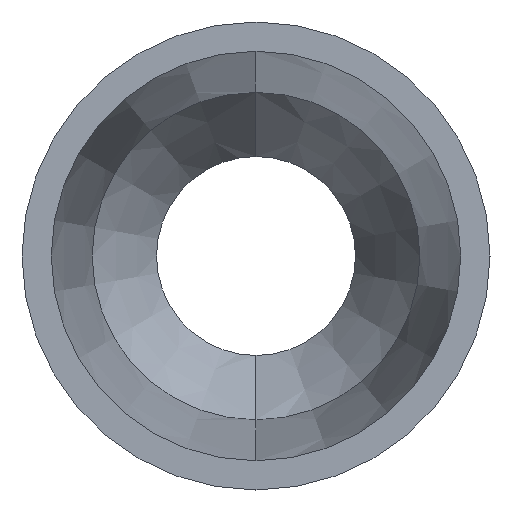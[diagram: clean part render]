
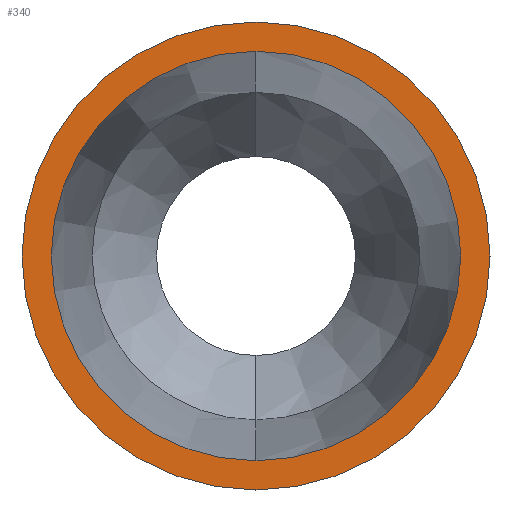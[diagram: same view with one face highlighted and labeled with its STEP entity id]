
A CAD part, left-side view. The second image highlights one B-rep face of the part: STEP entity #340.
In plain terms, the highlighted planar face has unit normal (-1, 0, 0).
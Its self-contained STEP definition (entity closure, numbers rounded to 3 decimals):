
#67 = VERTEX_POINT ( 'NONE', #98 ) ;
#85 = CARTESIAN_POINT ( 'NONE',  ( -4., 0., -2. ) ) ;
#98 = CARTESIAN_POINT ( 'NONE',  ( -4., 0., -1.75 ) ) ;
#112 = EDGE_LOOP ( 'NONE', ( #423, #299 ) ) ;
#138 = CARTESIAN_POINT ( 'NONE',  ( -4., 0., 2. ) ) ;
#141 = DIRECTION ( 'NONE',  ( 1., 0., 0. ) ) ;
#163 = CARTESIAN_POINT ( 'NONE',  ( -4., 0., 0. ) ) ;
#166 = DIRECTION ( 'NONE',  ( -1., 0., 0. ) ) ;
#179 = AXIS2_PLACEMENT_3D ( 'NONE', #254, #241, #298 ) ;
#192 = CARTESIAN_POINT ( 'NONE',  ( -4., 0., 0. ) ) ;
#199 = FACE_BOUND ( 'NONE', #112, .T. ) ;
#209 = EDGE_CURVE ( 'NONE', #505, #67, #433, .T. ) ;
#214 = CIRCLE ( 'NONE', #179, 2. ) ;
#241 = DIRECTION ( 'NONE',  ( -1., 0., 0. ) ) ;
#254 = CARTESIAN_POINT ( 'NONE',  ( -4., 0., 0. ) ) ;
#277 = DIRECTION ( 'NONE',  ( 0., 0., 1. ) ) ;
#298 = DIRECTION ( 'NONE',  ( 0., 0., 1. ) ) ;
#299 = ORIENTED_EDGE ( 'NONE', *, *, #544, .F. ) ;
#305 = PLANE ( 'NONE',  #525 ) ;
#324 = CARTESIAN_POINT ( 'NONE',  ( -4., 0., 1.75 ) ) ;
#340 = ADVANCED_FACE ( 'NONE', ( #199, #476 ), #305, .F. ) ;
#352 = CIRCLE ( 'NONE', #443, 1.75 ) ;
#367 = DIRECTION ( 'NONE',  ( -1., 0., 0. ) ) ;
#370 = CIRCLE ( 'NONE', #403, 2. ) ;
#376 = AXIS2_PLACEMENT_3D ( 'NONE', #660, #385, #277 ) ;
#385 = DIRECTION ( 'NONE',  ( -1., 0., 0. ) ) ;
#392 = VERTEX_POINT ( 'NONE', #85 ) ;
#397 = EDGE_CURVE ( 'NONE', #449, #392, #214, .T. ) ;
#403 = AXIS2_PLACEMENT_3D ( 'NONE', #192, #367, #584 ) ;
#412 = DIRECTION ( 'NONE',  ( 0., 0., -1. ) ) ;
#423 = ORIENTED_EDGE ( 'NONE', *, *, #209, .F. ) ;
#433 = CIRCLE ( 'NONE', #376, 1.75 ) ;
#436 = EDGE_LOOP ( 'NONE', ( #496, #552 ) ) ;
#442 = EDGE_CURVE ( 'NONE', #392, #449, #370, .T. ) ;
#443 = AXIS2_PLACEMENT_3D ( 'NONE', #163, #166, #498 ) ;
#449 = VERTEX_POINT ( 'NONE', #138 ) ;
#476 = FACE_OUTER_BOUND ( 'NONE', #436, .T. ) ;
#496 = ORIENTED_EDGE ( 'NONE', *, *, #397, .T. ) ;
#498 = DIRECTION ( 'NONE',  ( 0., 0., 1. ) ) ;
#505 = VERTEX_POINT ( 'NONE', #324 ) ;
#522 = CARTESIAN_POINT ( 'NONE',  ( -4., 2., 0. ) ) ;
#525 = AXIS2_PLACEMENT_3D ( 'NONE', #522, #141, #412 ) ;
#544 = EDGE_CURVE ( 'NONE', #67, #505, #352, .T. ) ;
#552 = ORIENTED_EDGE ( 'NONE', *, *, #442, .T. ) ;
#584 = DIRECTION ( 'NONE',  ( 0., 0., 1. ) ) ;
#660 = CARTESIAN_POINT ( 'NONE',  ( -4., 0., 0. ) ) ;
